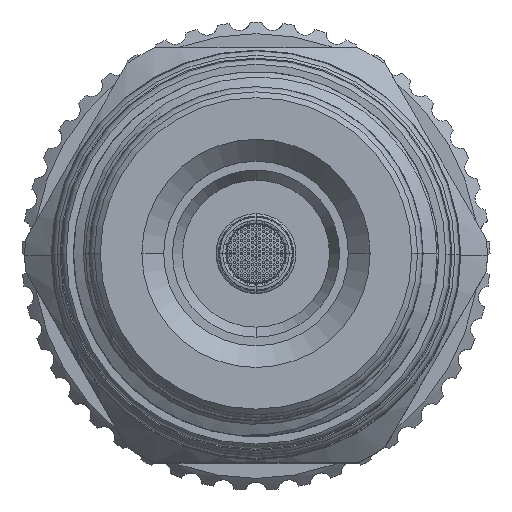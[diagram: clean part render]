
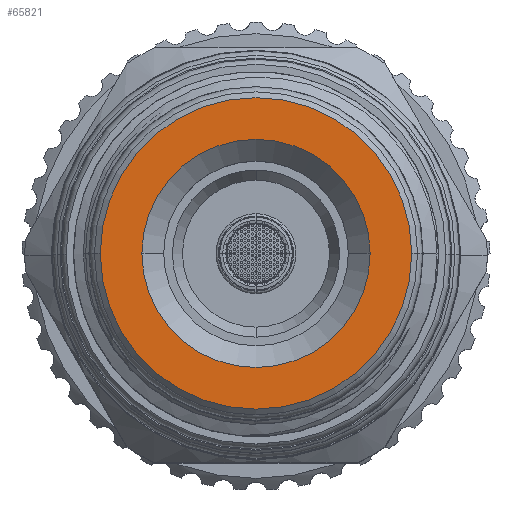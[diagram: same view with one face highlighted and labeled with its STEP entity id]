
A CAD part, top view. The second image highlights one B-rep face of the part: STEP entity #65821.
In plain terms, the highlighted planar face has unit normal (0, 0, 1).
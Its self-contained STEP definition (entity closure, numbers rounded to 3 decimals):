
#154 = DIRECTION ( 'NONE',  ( 0., 0., -1. ) ) ;
#3071 = ORIENTED_EDGE ( 'NONE', *, *, #100599, .T. ) ;
#5289 = AXIS2_PLACEMENT_3D ( 'NONE', #26638, #58804, #10882 ) ;
#10087 = CARTESIAN_POINT ( 'NONE',  ( -7.85, 0., 19.1 ) ) ;
#10882 = DIRECTION ( 'NONE',  ( -1., 0., 0. ) ) ;
#12797 = EDGE_CURVE ( 'NONE', #20911, #16335, #85891, .T. ) ;
#13290 = AXIS2_PLACEMENT_3D ( 'NONE', #81427, #65651, #33906 ) ;
#16335 = VERTEX_POINT ( 'NONE', #58772 ) ;
#20911 = VERTEX_POINT ( 'NONE', #10087 ) ;
#22559 = CARTESIAN_POINT ( 'NONE',  ( 0., 0., 19.1 ) ) ;
#24880 = CIRCLE ( 'NONE', #13290, 10.715 ) ;
#26638 = CARTESIAN_POINT ( 'NONE',  ( 0., 0., 19.1 ) ) ;
#26939 = CIRCLE ( 'NONE', #5289, 10.715 ) ;
#27560 = ORIENTED_EDGE ( 'NONE', *, *, #34305, .T. ) ;
#32301 = CARTESIAN_POINT ( 'NONE',  ( 10.715, 0., 19.1 ) ) ;
#32507 = EDGE_LOOP ( 'NONE', ( #34866, #101567 ) ) ;
#33906 = DIRECTION ( 'NONE',  ( -1., 0., 0. ) ) ;
#34305 = EDGE_CURVE ( 'NONE', #76957, #53231, #26939, .T. ) ;
#34866 = ORIENTED_EDGE ( 'NONE', *, *, #35707, .T. ) ;
#35707 = EDGE_CURVE ( 'NONE', #16335, #20911, #58757, .T. ) ;
#41243 = FACE_BOUND ( 'NONE', #32507, .T. ) ;
#49449 = DIRECTION ( 'NONE',  ( -1., 0., 0. ) ) ;
#52575 = CARTESIAN_POINT ( 'NONE',  ( -10.715, 0., 19.1 ) ) ;
#53231 = VERTEX_POINT ( 'NONE', #52575 ) ;
#58093 = AXIS2_PLACEMENT_3D ( 'NONE', #22559, #99868, #91991 ) ;
#58757 = CIRCLE ( 'NONE', #65657, 7.85 ) ;
#58772 = CARTESIAN_POINT ( 'NONE',  ( 7.85, 0., 19.1 ) ) ;
#58804 = DIRECTION ( 'NONE',  ( 0., 0., 1. ) ) ;
#65651 = DIRECTION ( 'NONE',  ( 0., 0., 1. ) ) ;
#65657 = AXIS2_PLACEMENT_3D ( 'NONE', #78825, #154, #86713 ) ;
#65821 = ADVANCED_FACE ( 'NONE', ( #97526, #41243 ), #68351, .F. ) ;
#68351 = PLANE ( 'NONE',  #58093 ) ;
#72639 = AXIS2_PLACEMENT_3D ( 'NONE', #90002, #86555, #49449 ) ;
#76957 = VERTEX_POINT ( 'NONE', #32301 ) ;
#78825 = CARTESIAN_POINT ( 'NONE',  ( 0., 0., 19.1 ) ) ;
#81427 = CARTESIAN_POINT ( 'NONE',  ( 0., 0., 19.1 ) ) ;
#85891 = CIRCLE ( 'NONE', #72639, 7.85 ) ;
#86555 = DIRECTION ( 'NONE',  ( 0., 0., -1. ) ) ;
#86713 = DIRECTION ( 'NONE',  ( -1., 0., 0. ) ) ;
#90002 = CARTESIAN_POINT ( 'NONE',  ( 0., 0., 19.1 ) ) ;
#91991 = DIRECTION ( 'NONE',  ( -1., 0., 0. ) ) ;
#93575 = EDGE_LOOP ( 'NONE', ( #3071, #27560 ) ) ;
#97526 = FACE_OUTER_BOUND ( 'NONE', #93575, .T. ) ;
#99868 = DIRECTION ( 'NONE',  ( 0., 0., -1. ) ) ;
#100599 = EDGE_CURVE ( 'NONE', #53231, #76957, #24880, .T. ) ;
#101567 = ORIENTED_EDGE ( 'NONE', *, *, #12797, .T. ) ;
